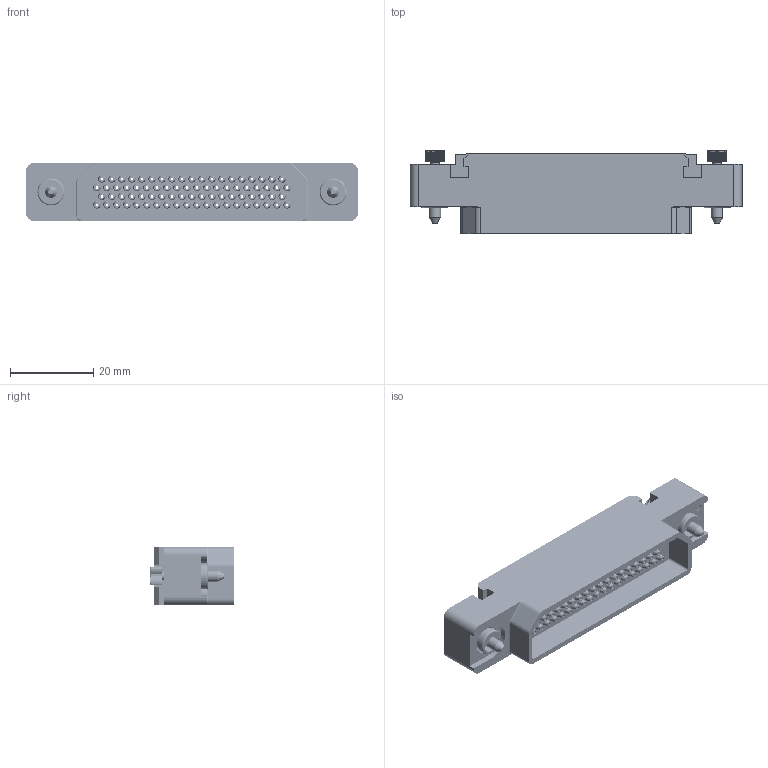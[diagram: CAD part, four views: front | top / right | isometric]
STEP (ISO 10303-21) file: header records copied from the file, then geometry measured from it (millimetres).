
FILE_DESCRIPTION((''),'2;1');
FILE_NAME('1900ND02P2A00A','2019-10-28T',('presta_be4'),(''),'CREO PARAMETRIC BY PTC INC, 2018360','CREO PARAMETRIC BY PTC INC, 2018360','');
FILE_SCHEMA(('CONFIG_CONTROL_DESIGN'));
Products named in the file (1): 1900ND02P2A00A
Bounding box: 80 x 20.16 x 14 mm (x, y, z)
Volume: 9881.7 mm3; surface area: 12635.3 mm2
Topology: 3 solids, 3 shells, 4028 faces, 10259 edges, 6574 vertices
Faces by surface type: plane 1833, cylinder 1230, cone 664, extrusion 251, torus 46, bspline 4
Entity records: 133030 total; most frequent: CARTESIAN_POINT 34188, ORIENTED_EDGE 20510, DIRECTION 20153, EDGE_CURVE 10255, AXIS2_PLACEMENT_3D 6789, VECTOR 6575, VERTEX_POINT 6574, LINE 6324
